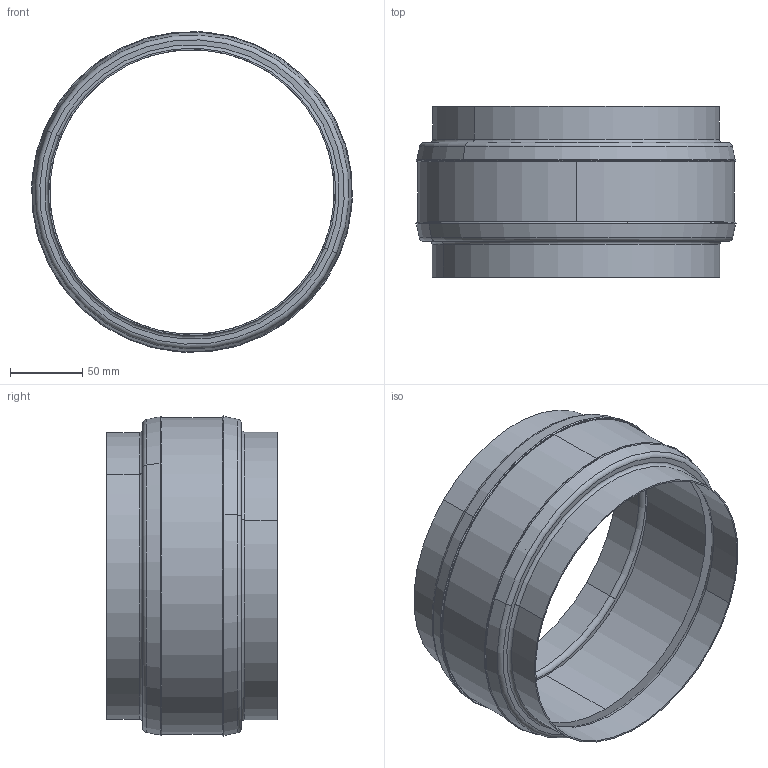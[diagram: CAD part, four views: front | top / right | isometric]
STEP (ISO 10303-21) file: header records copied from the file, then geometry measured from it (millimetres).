
FILE_DESCRIPTION (( 'STEP AP203' ), '1' );
FILE_NAME ('A0625-4-W.STEP', '2011-10-05T18:31:40', ( '' ), ( '' ), 'SwSTEP 2.0', 'SolidWorks 2011', '' );
FILE_SCHEMA (( 'CONFIG_CONTROL_DESIGN' ));
Length unit declared in the file: inch
Products named in the file (1): A0625-4-W
Bounding box: 221.69 x 117.89 x 221.69 mm (x, y, z)
Volume: 465832.9 mm3; surface area: 186176.3 mm2
Topology: 1 solids, 1 shells, 60 faces, 124 edges, 72 vertices
Faces by surface type: cone 24, torus 16, cylinder 12, plane 8
Entity records: 1683 total; most frequent: DIRECTION 334, CARTESIAN_POINT 257, ORIENTED_EDGE 248, AXIS2_PLACEMENT_3D 149, EDGE_CURVE 124, CIRCLE 88, VERTEX_POINT 72, EDGE_LOOP 68
